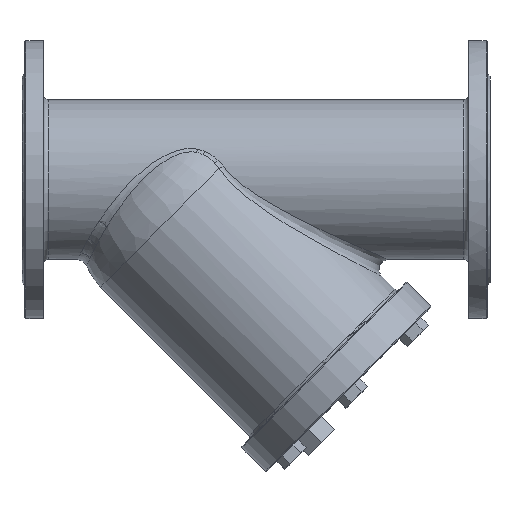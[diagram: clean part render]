
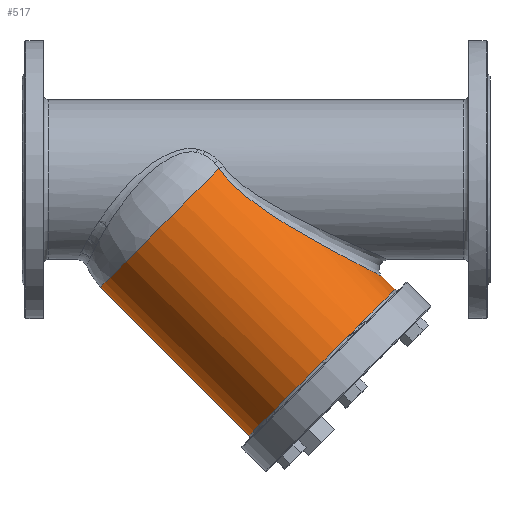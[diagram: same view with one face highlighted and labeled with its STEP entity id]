
A CAD part, top view. The second image highlights one B-rep face of the part: STEP entity #517.
In plain terms, the highlighted cylindrical face has radius 105.75 mm (diameter 211.5 mm), a partial arc.
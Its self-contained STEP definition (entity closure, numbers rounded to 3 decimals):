
#198=CARTESIAN_POINT('Vertex',(262.347,-112.793,0.)) ;
#200=CARTESIAN_POINT('Vertex',(112.793,-262.347,0.)) ;
#225=CARTESIAN_POINT('Axis2P3D Location',(187.57,-187.57,0.)) ;
#292=CARTESIAN_POINT('Axis2P3D Location',(0.,0.,0.)) ;
#297=CARTESIAN_POINT('Line Origine',(74.777,74.777,0.)) ;
#301=CARTESIAN_POINT('Vertex',(248.624,-99.071,0.)) ;
#304=CARTESIAN_POINT('Line Origine',(-74.777,-74.777,0.)) ;
#308=CARTESIAN_POINT('Vertex',(-39.234,-110.319,0.)) ;
#420=CARTESIAN_POINT('Control Point',(248.624,-99.071,0.)) ;
#421=CARTESIAN_POINT('Control Point',(248.624,-99.071,1.221)) ;
#422=CARTESIAN_POINT('Control Point',(248.564,-99.04,2.445)) ;
#423=CARTESIAN_POINT('Control Point',(248.442,-98.979,3.666)) ;
#424=CARTESIAN_POINT('Vertex',(248.442,-98.979,3.666)) ;
#428=CARTESIAN_POINT('Control Point',(248.442,-98.979,3.666)) ;
#429=CARTESIAN_POINT('Control Point',(248.329,-98.922,4.809)) ;
#430=CARTESIAN_POINT('Control Point',(248.172,-98.842,5.947)) ;
#431=CARTESIAN_POINT('Control Point',(247.972,-98.741,7.075)) ;
#432=CARTESIAN_POINT('Control Point',(247.412,-98.459,9.683)) ;
#433=CARTESIAN_POINT('Control Point',(246.643,-98.069,12.214)) ;
#434=CARTESIAN_POINT('Control Point',(246.138,-97.813,13.64)) ;
#435=CARTESIAN_POINT('Control Point',(245.334,-97.406,15.636)) ;
#436=CARTESIAN_POINT('Control Point',(244.418,-96.942,17.579)) ;
#437=CARTESIAN_POINT('Control Point',(244.133,-96.797,18.158)) ;
#438=CARTESIAN_POINT('Control Point',(243.203,-96.325,19.971)) ;
#439=CARTESIAN_POINT('Control Point',(242.192,-95.812,21.719)) ;
#440=CARTESIAN_POINT('Control Point',(241.468,-95.444,22.883)) ;
#441=CARTESIAN_POINT('Control Point',(239.856,-94.624,25.309)) ;
#442=CARTESIAN_POINT('Control Point',(238.115,-93.736,27.616)) ;
#443=CARTESIAN_POINT('Control Point',(237.164,-93.25,28.804)) ;
#444=CARTESIAN_POINT('Control Point',(235.069,-92.179,31.277)) ;
#445=CARTESIAN_POINT('Control Point',(232.851,-91.041,33.625)) ;
#446=CARTESIAN_POINT('Control Point',(231.644,-90.422,34.836)) ;
#447=CARTESIAN_POINT('Control Point',(228.642,-88.877,37.705)) ;
#448=CARTESIAN_POINT('Control Point',(225.513,-87.26,40.379)) ;
#449=CARTESIAN_POINT('Control Point',(223.61,-86.274,41.91)) ;
#450=CARTESIAN_POINT('Control Point',(220.494,-84.654,44.283)) ;
#451=CARTESIAN_POINT('Control Point',(217.299,-82.985,46.522)) ;
#452=CARTESIAN_POINT('Control Point',(216.062,-82.337,47.363)) ;
#453=CARTESIAN_POINT('Control Point',(214.815,-81.683,48.186)) ;
#454=CARTESIAN_POINT('Control Point',(213.56,-81.023,48.991)) ;
#455=CARTESIAN_POINT('Vertex',(213.56,-81.023,48.991)) ;
#459=CARTESIAN_POINT('Control Point',(213.56,-81.023,48.991)) ;
#460=CARTESIAN_POINT('Control Point',(210.457,-79.392,50.98)) ;
#461=CARTESIAN_POINT('Control Point',(207.311,-77.728,52.857)) ;
#462=CARTESIAN_POINT('Control Point',(204.108,-76.024,54.648)) ;
#463=CARTESIAN_POINT('Control Point',(197.794,-72.642,57.97)) ;
#464=CARTESIAN_POINT('Control Point',(191.382,-69.158,60.979)) ;
#465=CARTESIAN_POINT('Control Point',(188.247,-67.442,62.373)) ;
#466=CARTESIAN_POINT('Control Point',(182.291,-64.154,64.889)) ;
#467=CARTESIAN_POINT('Control Point',(176.289,-60.782,67.193)) ;
#468=CARTESIAN_POINT('Control Point',(173.489,-59.195,68.221)) ;
#469=CARTESIAN_POINT('Control Point',(169.225,-56.756,69.719)) ;
#470=CARTESIAN_POINT('Control Point',(164.959,-54.276,71.122)) ;
#471=CARTESIAN_POINT('Control Point',(163.5,-53.423,71.591)) ;
#472=CARTESIAN_POINT('Control Point',(158.381,-50.414,73.198)) ;
#473=CARTESIAN_POINT('Control Point',(153.266,-47.342,74.674)) ;
#474=CARTESIAN_POINT('Control Point',(149.611,-45.108,75.667)) ;
#475=CARTESIAN_POINT('Control Point',(142.567,-40.72,77.462)) ;
#476=CARTESIAN_POINT('Control Point',(135.573,-36.172,79.023)) ;
#477=CARTESIAN_POINT('Control Point',(132.2,-33.928,79.724)) ;
#478=CARTESIAN_POINT('Control Point',(126.248,-29.862,80.868)) ;
#479=CARTESIAN_POINT('Control Point',(120.372,-25.631,81.828)) ;
#480=CARTESIAN_POINT('Control Point',(117.824,-23.749,82.21)) ;
#481=CARTESIAN_POINT('Control Point',(115.283,-21.817,82.555)) ;
#482=CARTESIAN_POINT('Control Point',(112.767,-19.842,82.858)) ;
#483=CARTESIAN_POINT('Vertex',(112.767,-19.842,82.858)) ;
#487=CARTESIAN_POINT('Control Point',(112.767,-19.842,82.858)) ;
#488=CARTESIAN_POINT('Control Point',(111.249,-18.65,83.041)) ;
#489=CARTESIAN_POINT('Control Point',(109.74,-17.442,83.209)) ;
#490=CARTESIAN_POINT('Control Point',(108.239,-16.217,83.361)) ;
#491=CARTESIAN_POINT('Control Point',(104.153,-12.805,83.732)) ;
#492=CARTESIAN_POINT('Control Point',(100.18,-9.267,83.967)) ;
#493=CARTESIAN_POINT('Control Point',(97.703,-6.959,84.058)) ;
#494=CARTESIAN_POINT('Control Point',(92.851,-2.193,84.105)) ;
#495=CARTESIAN_POINT('Control Point',(88.289,2.847,83.846)) ;
#496=CARTESIAN_POINT('Control Point',(86.093,5.437,83.633)) ;
#497=CARTESIAN_POINT('Control Point',(83.983,8.127,83.315)) ;
#498=CARTESIAN_POINT('Control Point',(81.983,10.899,82.883)) ;
#499=CARTESIAN_POINT('Vertex',(81.983,10.899,82.883)) ;
#502=CARTESIAN_POINT('Axis2P3D Location',(35.542,-35.542,0.)) ;
#299=VECTOR('Line Direction',#298,1.) ;
#306=VECTOR('Line Direction',#305,1.) ;
#226=DIRECTION('Axis2P3D Direction',(-0.707,0.707,0.)) ;
#293=DIRECTION('Axis2P3D Direction',(-0.707,0.707,0.)) ;
#294=DIRECTION('Axis2P3D XDirection',(-0.707,-0.707,0.)) ;
#298=DIRECTION('Vector Direction',(-0.707,0.707,0.)) ;
#305=DIRECTION('Vector Direction',(-0.707,0.707,0.)) ;
#503=DIRECTION('Axis2P3D Direction',(-0.707,0.707,0.)) ;
#227=AXIS2_PLACEMENT_3D('Circle Axis2P3D',#225,#226,$) ;
#295=AXIS2_PLACEMENT_3D('Cylinder Axis2P3D',#292,#293,#294) ;
#504=AXIS2_PLACEMENT_3D('Circle Axis2P3D',#502,#503,$) ;
#300=LINE('Line',#297,#299) ;
#307=LINE('Line',#304,#306) ;
#228=CIRCLE('generated circle',#227,105.75) ;
#505=CIRCLE('generated circle',#504,105.75) ;
#296=CYLINDRICAL_SURFACE('generated cylinder',#295,105.75) ;
#229=EDGE_CURVE('',#201,#199,#228,.T.) ;
#303=EDGE_CURVE('',#199,#302,#300,.T.) ;
#310=EDGE_CURVE('',#201,#309,#307,.T.) ;
#426=EDGE_CURVE('',#302,#425,#419,.T.) ;
#457=EDGE_CURVE('',#425,#456,#427,.T.) ;
#485=EDGE_CURVE('',#456,#484,#458,.T.) ;
#501=EDGE_CURVE('',#484,#500,#486,.T.) ;
#506=EDGE_CURVE('',#309,#500,#505,.T.) ;
#508=ORIENTED_EDGE('',*,*,#229,.T.) ;
#509=ORIENTED_EDGE('',*,*,#303,.T.) ;
#510=ORIENTED_EDGE('',*,*,#426,.T.) ;
#511=ORIENTED_EDGE('',*,*,#457,.T.) ;
#512=ORIENTED_EDGE('',*,*,#485,.T.) ;
#513=ORIENTED_EDGE('',*,*,#501,.T.) ;
#514=ORIENTED_EDGE('',*,*,#506,.F.) ;
#515=ORIENTED_EDGE('',*,*,#310,.F.) ;
#507=EDGE_LOOP('',(#508,#509,#510,#511,#512,#513,#514,#515)) ;
#199=VERTEX_POINT('',#198) ;
#201=VERTEX_POINT('',#200) ;
#302=VERTEX_POINT('',#301) ;
#309=VERTEX_POINT('',#308) ;
#425=VERTEX_POINT('',#424) ;
#456=VERTEX_POINT('',#455) ;
#484=VERTEX_POINT('',#483) ;
#500=VERTEX_POINT('',#499) ;
#517=ADVANCED_FACE('NONE',(#516),#296,.T.) ;
#419=B_SPLINE_CURVE_WITH_KNOTS('',3,(#420,#421,#422,#423),.UNSPECIFIED.,.F.,.U.,(4,4),(0.,5.173),.UNSPECIFIED.) ;
#427=B_SPLINE_CURVE_WITH_KNOTS('',5,(#428,#429,#430,#431,#432,#433,#434,#435,#436,#437,#438,#439,#440,#441,#442,#443,#444,#445,#446,#447,#448,#449,#450,#451,#452,#453,#454),.UNSPECIFIED.,.F.,.U.,(6,3,3,3,3,3,3,3,6),(0.,8.067,18.896,23.539,33.599,44.943,57.738,76.199,87.706),.UNSPECIFIED.) ;
#458=B_SPLINE_CURVE_WITH_KNOTS('',5,(#459,#460,#461,#462,#463,#464,#465,#466,#467,#468,#469,#470,#471,#472,#473,#474,#475,#476,#477,#478,#479,#480,#481,#482),.UNSPECIFIED.,.F.,.U.,(6,3,3,3,3,3,3,6),(0.,28.435,55.893,79.78,92.161,123.309,152.336,175.033),.UNSPECIFIED.) ;
#486=B_SPLINE_CURVE_WITH_KNOTS('',5,(#487,#488,#489,#490,#491,#492,#493,#494,#495,#496,#497,#498),.UNSPECIFIED.,.F.,.U.,(6,3,3,6),(0.,13.688,37.664,61.87),.UNSPECIFIED.) ;
#516=FACE_OUTER_BOUND('',#507,.T.) ;
